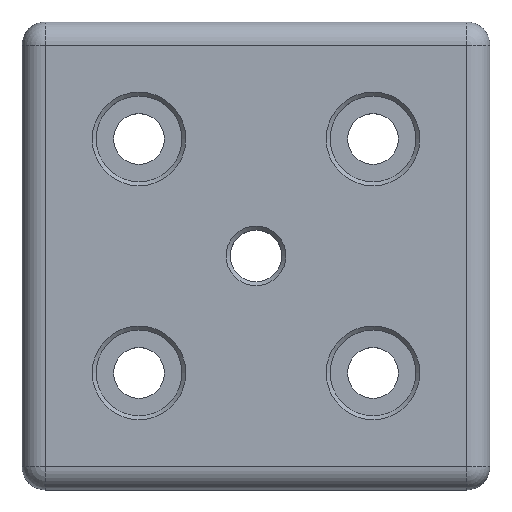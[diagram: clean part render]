
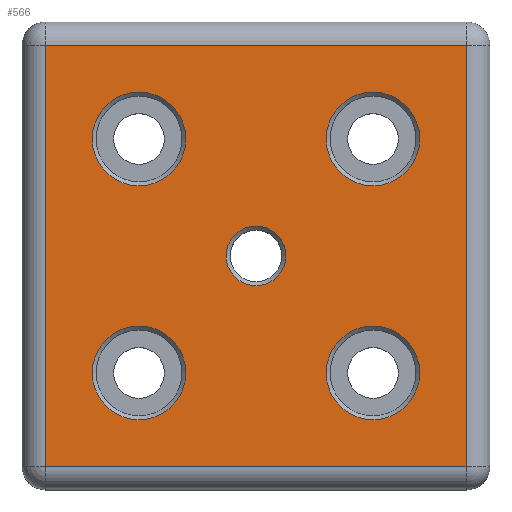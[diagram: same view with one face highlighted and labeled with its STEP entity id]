
A CAD part, top view. The second image highlights one B-rep face of the part: STEP entity #566.
In plain terms, the highlighted planar face has unit normal (0, 0, 1).
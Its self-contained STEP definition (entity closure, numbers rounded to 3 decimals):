
#36=FACE_BOUND('',#98,.T.);
#37=FACE_BOUND('',#99,.T.);
#38=FACE_BOUND('',#100,.T.);
#39=FACE_BOUND('',#101,.T.);
#40=FACE_BOUND('',#102,.T.);
#50=PLANE('',#625);
#61=FACE_OUTER_BOUND('',#97,.T.);
#97=EDGE_LOOP('',(#401,#402,#403,#404));
#98=EDGE_LOOP('',(#405));
#99=EDGE_LOOP('',(#406));
#100=EDGE_LOOP('',(#407));
#101=EDGE_LOOP('',(#408));
#102=EDGE_LOOP('',(#409));
#147=LINE('',#921,#181);
#148=LINE('',#923,#182);
#149=LINE('',#925,#183);
#150=LINE('',#926,#184);
#181=VECTOR('',#718,10.);
#182=VECTOR('',#719,10.);
#183=VECTOR('',#720,10.);
#184=VECTOR('',#721,10.);
#214=CIRCLE('',#622,6.);
#217=CIRCLE('',#626,6.);
#218=CIRCLE('',#627,3.824);
#219=CIRCLE('',#628,6.);
#220=CIRCLE('',#629,6.);
#262=VERTEX_POINT('',#911);
#265=VERTEX_POINT('',#919);
#266=VERTEX_POINT('',#920);
#267=VERTEX_POINT('',#922);
#268=VERTEX_POINT('',#924);
#269=VERTEX_POINT('',#927);
#270=VERTEX_POINT('',#929);
#271=VERTEX_POINT('',#931);
#272=VERTEX_POINT('',#933);
#314=EDGE_CURVE('',#262,#262,#214,.T.);
#318=EDGE_CURVE('',#265,#266,#147,.T.);
#319=EDGE_CURVE('',#267,#265,#148,.T.);
#320=EDGE_CURVE('',#268,#267,#149,.T.);
#321=EDGE_CURVE('',#266,#268,#150,.T.);
#322=EDGE_CURVE('',#269,#269,#217,.T.);
#323=EDGE_CURVE('',#270,#270,#218,.T.);
#324=EDGE_CURVE('',#271,#271,#219,.T.);
#325=EDGE_CURVE('',#272,#272,#220,.T.);
#401=ORIENTED_EDGE('',*,*,#318,.F.);
#402=ORIENTED_EDGE('',*,*,#319,.F.);
#403=ORIENTED_EDGE('',*,*,#320,.F.);
#404=ORIENTED_EDGE('',*,*,#321,.F.);
#405=ORIENTED_EDGE('',*,*,#322,.F.);
#406=ORIENTED_EDGE('',*,*,#323,.F.);
#407=ORIENTED_EDGE('',*,*,#324,.F.);
#408=ORIENTED_EDGE('',*,*,#325,.F.);
#409=ORIENTED_EDGE('',*,*,#314,.F.);
#566=ADVANCED_FACE('',(#61,#36,#37,#38,#39,#40),#50,.T.);
#622=AXIS2_PLACEMENT_3D('',#912,#709,#710);
#625=AXIS2_PLACEMENT_3D('',#918,#716,#717);
#626=AXIS2_PLACEMENT_3D('',#928,#722,#723);
#627=AXIS2_PLACEMENT_3D('',#930,#724,#725);
#628=AXIS2_PLACEMENT_3D('',#932,#726,#727);
#629=AXIS2_PLACEMENT_3D('',#934,#728,#729);
#709=DIRECTION('center_axis',(0.,0.,1.));
#710=DIRECTION('ref_axis',(-1.,0.,0.));
#716=DIRECTION('center_axis',(0.,0.,1.));
#717=DIRECTION('ref_axis',(1.,0.,0.));
#718=DIRECTION('',(1.,0.,0.));
#719=DIRECTION('',(0.,1.,0.));
#720=DIRECTION('',(-1.,0.,0.));
#721=DIRECTION('',(0.,-1.,0.));
#722=DIRECTION('center_axis',(0.,0.,1.));
#723=DIRECTION('ref_axis',(-1.,0.,0.));
#724=DIRECTION('center_axis',(0.,0.,1.));
#725=DIRECTION('ref_axis',(-1.,0.,0.));
#726=DIRECTION('center_axis',(0.,0.,1.));
#727=DIRECTION('ref_axis',(-1.,0.,0.));
#728=DIRECTION('center_axis',(0.,0.,1.));
#729=DIRECTION('ref_axis',(-1.,0.,0.));
#911=CARTESIAN_POINT('',(24.791,-1.732,12.));
#912=CARTESIAN_POINT('Origin',(18.791,-1.732,12.));
#918=CARTESIAN_POINT('Origin',(3.791,-16.732,12.));
#919=CARTESIAN_POINT('',(-23.209,10.268,12.));
#920=CARTESIAN_POINT('',(30.791,10.268,12.));
#921=CARTESIAN_POINT('',(-11.209,10.268,12.));
#922=CARTESIAN_POINT('',(-23.209,-43.732,12.));
#923=CARTESIAN_POINT('',(-23.209,-31.732,12.));
#924=CARTESIAN_POINT('',(30.791,-43.732,12.));
#925=CARTESIAN_POINT('',(18.791,-43.732,12.));
#926=CARTESIAN_POINT('',(30.791,-1.732,12.));
#927=CARTESIAN_POINT('',(-5.209,-1.732,12.));
#928=CARTESIAN_POINT('Origin',(-11.209,-1.732,12.));
#929=CARTESIAN_POINT('',(7.614,-16.732,12.));
#930=CARTESIAN_POINT('Origin',(3.791,-16.732,12.));
#931=CARTESIAN_POINT('',(-5.209,-31.732,12.));
#932=CARTESIAN_POINT('Origin',(-11.209,-31.732,12.));
#933=CARTESIAN_POINT('',(24.791,-31.732,12.));
#934=CARTESIAN_POINT('Origin',(18.791,-31.732,12.));
